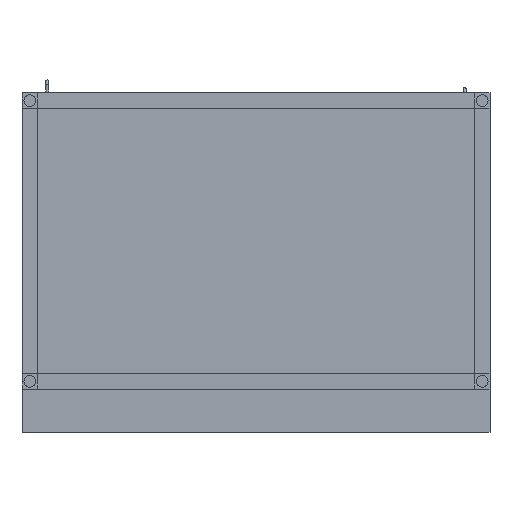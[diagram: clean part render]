
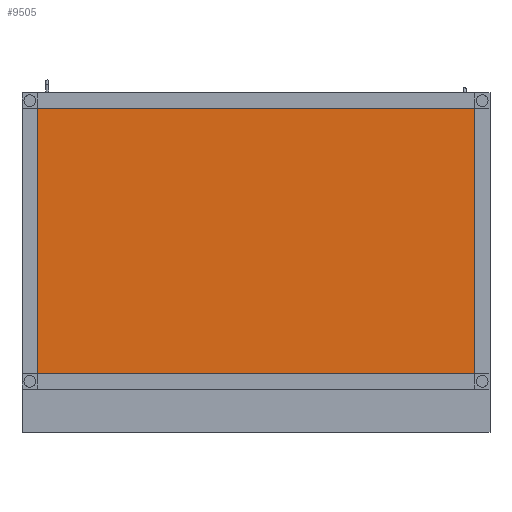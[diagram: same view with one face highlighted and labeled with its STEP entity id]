
A CAD part, front view. The second image highlights one B-rep face of the part: STEP entity #9505.
In plain terms, the highlighted planar face has unit normal (0, -1, 0).
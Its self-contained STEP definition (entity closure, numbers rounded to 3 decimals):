
#879=FACE_OUTER_BOUND('',#1455,.T.);
#1455=EDGE_LOOP('',(#8435,#8436,#8437,#8438));
#2611=LINE('',#15419,#3769);
#2615=LINE('',#15427,#3773);
#2618=LINE('',#15433,#3776);
#2621=LINE('',#15438,#3779);
#3769=VECTOR('',#12725,10.);
#3773=VECTOR('',#12731,10.);
#3776=VECTOR('',#12736,10.);
#3779=VECTOR('',#12741,10.);
#4617=VERTEX_POINT('',#15417);
#4618=VERTEX_POINT('',#15418);
#4621=VERTEX_POINT('',#15426);
#4623=VERTEX_POINT('',#15432);
#5887=EDGE_CURVE('',#4617,#4618,#2611,.T.);
#5891=EDGE_CURVE('',#4618,#4621,#2615,.T.);
#5894=EDGE_CURVE('',#4621,#4623,#2618,.T.);
#5897=EDGE_CURVE('',#4623,#4617,#2621,.T.);
#8435=ORIENTED_EDGE('',*,*,#5897,.T.);
#8436=ORIENTED_EDGE('',*,*,#5887,.T.);
#8437=ORIENTED_EDGE('',*,*,#5891,.T.);
#8438=ORIENTED_EDGE('',*,*,#5894,.T.);
#8953=PLANE('',#10257);
#9505=ADVANCED_FACE('',(#879),#8953,.T.);
#10257=AXIS2_PLACEMENT_3D('',#15440,#12743,#12744);
#12725=DIRECTION('',(-1.,0.,0.));
#12731=DIRECTION('',(0.,0.,-1.));
#12736=DIRECTION('',(1.,0.,0.));
#12741=DIRECTION('',(0.,0.,1.));
#12743=DIRECTION('center_axis',(0.,-1.,0.));
#12744=DIRECTION('ref_axis',(0.,0.,-1.));
#15417=CARTESIAN_POINT('',(560.,-360.,440.));
#15418=CARTESIAN_POINT('',(-560.,-360.,440.));
#15419=CARTESIAN_POINT('',(560.,-360.,440.));
#15426=CARTESIAN_POINT('',(-560.,-360.,-240.));
#15427=CARTESIAN_POINT('',(-560.,-360.,440.));
#15432=CARTESIAN_POINT('',(560.,-360.,-240.));
#15433=CARTESIAN_POINT('',(-560.,-360.,-240.));
#15438=CARTESIAN_POINT('',(560.,-360.,-240.));
#15440=CARTESIAN_POINT('Origin',(0.,-360.,100.));
